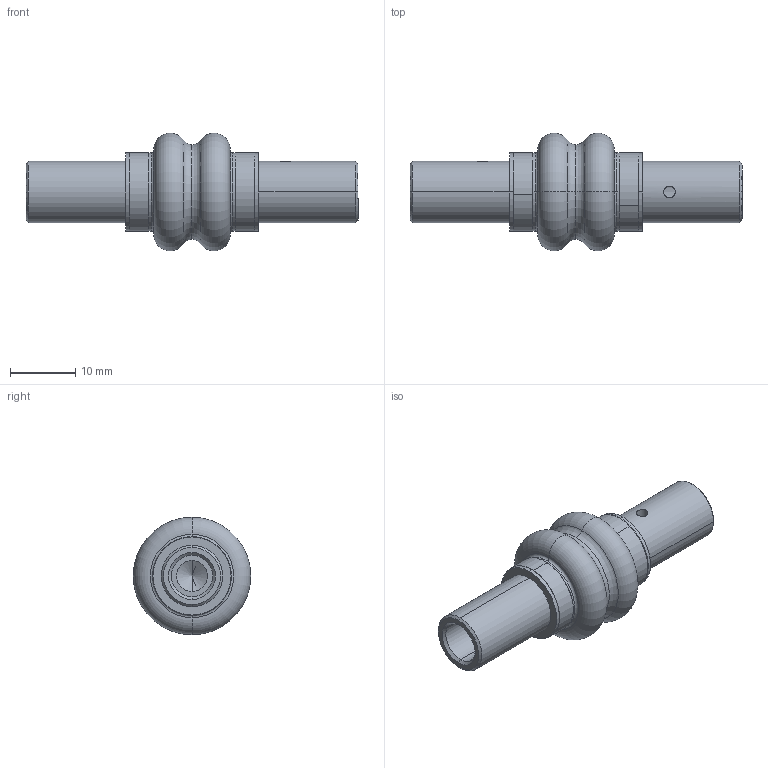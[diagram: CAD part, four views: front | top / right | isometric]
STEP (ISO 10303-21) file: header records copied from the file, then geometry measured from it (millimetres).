
FILE_DESCRIPTION (( 'STEP AP214' ), '1' );
FILE_NAME ('MS20271B6.STEP', '2018-06-08T17:52:09', ( 'rick' ), ( 'Hewlett-Packard Company' ), 'SwSTEP 2.0', 'SolidWorks 2017', '' );
FILE_SCHEMA (( 'AUTOMOTIVE_DESIGN' ));
Length unit declared in the file: inch
Products named in the file (8): A31189_A31189-375; 375 BOOT_375 BOOT-BELDEN-SL-INSTALLED; RIVET_MS20271B6-3A Clinch; MIL Spec Short Pin_MS20271B6-4A_obsolete; MIL Spec Long Pin_MS20271B6-5A; MS2027xB6-2A_MS20271B6-2A; MS2027xB6-Y_MS20271B6-Y; MS20271B6
Assembly tree (10 placements, depth 2):
  MS20271B6
    MS2027xB6-Y_MS20271B6-Y  x2
    MS2027xB6-2A_MS20271B6-2A
    MIL Spec Long Pin_MS20271B6-5A
    MIL Spec Short Pin_MS20271B6-4A_obsolete  x2
    RIVET_MS20271B6-3A Clinch
    375 BOOT_375 BOOT-BELDEN-SL-INSTALLED
    A31189_A31189-375  x2
Bounding box: 50.8 x 17.99 x 17.99 mm (x, y, z)
Volume: 3762.2 mm3; surface area: 5721.4 mm2
Topology: 10 solids, 10 shells, 300 faces, 712 edges, 444 vertices
Faces by surface type: cylinder 118, plane 86, cone 60, torus 28, sphere 8
Entity records: 8178 total; most frequent: CARTESIAN_POINT 1415, DIRECTION 1154, ORIENTED_EDGE 996, EDGE_CURVE 498, AXIS2_PLACEMENT_3D 496, VERTEX_POINT 309, CIRCLE 266, EDGE_LOOP 251
